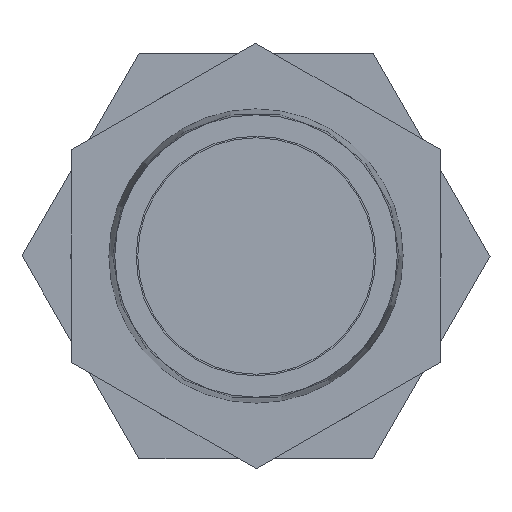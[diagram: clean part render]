
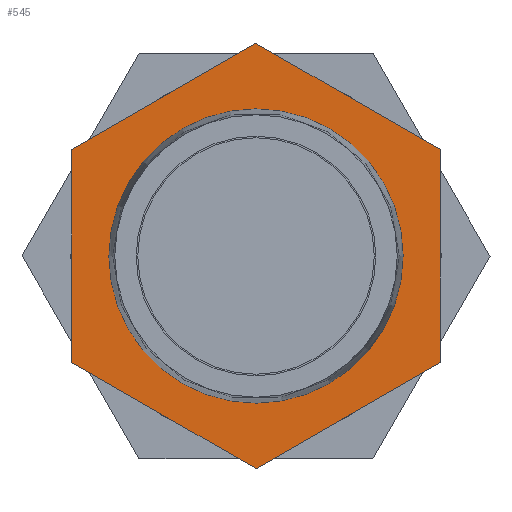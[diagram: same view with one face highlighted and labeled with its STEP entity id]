
A CAD part, front view. The second image highlights one B-rep face of the part: STEP entity #545.
In plain terms, the highlighted planar face has unit normal (0, -1, 0).
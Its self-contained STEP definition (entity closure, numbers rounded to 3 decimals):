
#36=LINE('',#1096,#72);
#37=LINE('',#1099,#73);
#38=LINE('',#1101,#74);
#39=LINE('',#1103,#75);
#40=LINE('',#1105,#76);
#41=LINE('',#1107,#77);
#72=VECTOR('',#948,1000.);
#73=VECTOR('',#949,1000.);
#74=VECTOR('',#950,1000.);
#75=VECTOR('',#951,1000.);
#76=VECTOR('',#952,1000.);
#77=VECTOR('',#953,1000.);
#194=ORIENTED_EDGE('',*,*,#279,.T.);
#195=ORIENTED_EDGE('',*,*,#280,.F.);
#196=ORIENTED_EDGE('',*,*,#281,.F.);
#197=ORIENTED_EDGE('',*,*,#282,.F.);
#198=ORIENTED_EDGE('',*,*,#283,.F.);
#199=ORIENTED_EDGE('',*,*,#284,.F.);
#200=ORIENTED_EDGE('',*,*,#285,.F.);
#279=EDGE_CURVE('',#332,#332,#367,.T.);
#280=EDGE_CURVE('',#333,#334,#36,.T.);
#281=EDGE_CURVE('',#335,#333,#37,.T.);
#282=EDGE_CURVE('',#336,#335,#38,.T.);
#283=EDGE_CURVE('',#337,#336,#39,.T.);
#284=EDGE_CURVE('',#338,#337,#40,.T.);
#285=EDGE_CURVE('',#334,#338,#41,.T.);
#332=VERTEX_POINT('',#1095);
#333=VERTEX_POINT('',#1097);
#334=VERTEX_POINT('',#1098);
#335=VERTEX_POINT('',#1100);
#336=VERTEX_POINT('',#1102);
#337=VERTEX_POINT('',#1104);
#338=VERTEX_POINT('',#1106);
#367=CIRCLE('',#812,23.954);
#413=EDGE_LOOP('',(#194));
#414=EDGE_LOOP('',(#195,#196,#197,#198,#199,#200));
#475=FACE_BOUND('',#413,.T.);
#476=FACE_BOUND('',#414,.T.);
#511=PLANE('',#811);
#545=ADVANCED_FACE('',(#475,#476),#511,.F.);
#811=AXIS2_PLACEMENT_3D('',#1093,#944,#945);
#812=AXIS2_PLACEMENT_3D('',#1094,#946,#947);
#944=DIRECTION('',(0.,1.,0.));
#945=DIRECTION('',(0.,0.,1.));
#946=DIRECTION('',(0.,1.,0.));
#947=DIRECTION('',(0.,0.,1.));
#948=DIRECTION('',(0.5,0.,-0.866));
#949=DIRECTION('',(1.,0.,0.));
#950=DIRECTION('',(0.5,0.,0.866));
#951=DIRECTION('',(-0.5,0.,0.866));
#952=DIRECTION('',(-1.,0.,0.));
#953=DIRECTION('',(-0.5,0.,-0.866));
#1093=CARTESIAN_POINT('',(0.,13.5,0.));
#1094=CARTESIAN_POINT('',(0.,13.5,0.));
#1095=CARTESIAN_POINT('',(0.,13.5,23.954));
#1096=CARTESIAN_POINT('',(17.321,13.5,30.));
#1097=CARTESIAN_POINT('',(17.321,13.5,30.));
#1098=CARTESIAN_POINT('',(34.641,13.5,0.));
#1099=CARTESIAN_POINT('',(-17.321,13.5,30.));
#1100=CARTESIAN_POINT('',(-17.321,13.5,30.));
#1101=CARTESIAN_POINT('',(-34.641,13.5,0.));
#1102=CARTESIAN_POINT('',(-34.641,13.5,0.));
#1103=CARTESIAN_POINT('',(-17.321,13.5,-30.));
#1104=CARTESIAN_POINT('',(-17.321,13.5,-30.));
#1105=CARTESIAN_POINT('',(17.321,13.5,-30.));
#1106=CARTESIAN_POINT('',(17.321,13.5,-30.));
#1107=CARTESIAN_POINT('',(34.641,13.5,0.));
